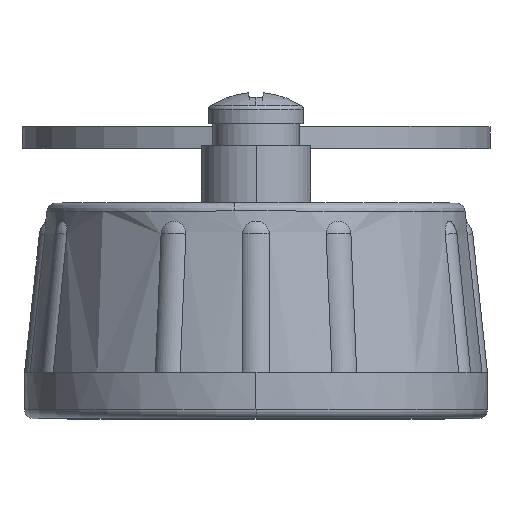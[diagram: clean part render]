
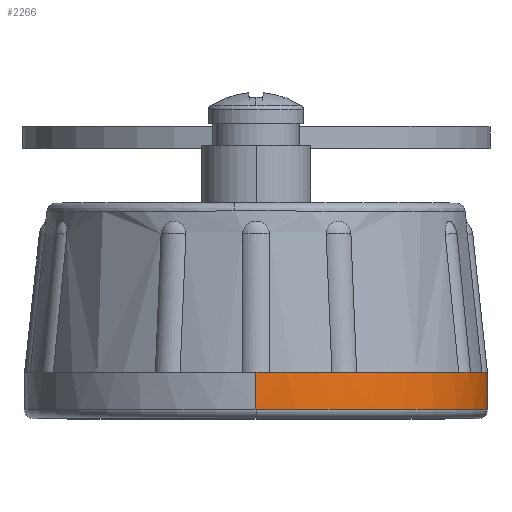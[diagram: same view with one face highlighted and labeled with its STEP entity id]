
A CAD part, top view. The second image highlights one B-rep face of the part: STEP entity #2266.
In plain terms, the highlighted cylindrical face has radius 12.7 mm (diameter 25.4 mm), a partial arc.
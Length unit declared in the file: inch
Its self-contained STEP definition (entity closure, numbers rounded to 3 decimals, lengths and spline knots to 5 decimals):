
#1498 = VERTEX_POINT ( 'NONE', #3881 ) ;
#1499 = ORIENTED_EDGE ( 'NONE', *, *, #1543, .F. ) ;
#1543 = EDGE_CURVE ( 'NONE', #2248, #1498, #4001, .T. ) ;
#2193 = VERTEX_POINT ( 'NONE', #3972 ) ;
#2212 = EDGE_CURVE ( 'NONE', #1498, #2271, #2400, .T. ) ;
#2216 = EDGE_CURVE ( 'NONE', #2193, #2236, #2403, .T. ) ;
#2218 = ORIENTED_EDGE ( 'NONE', *, *, #2216, .F. ) ;
#2224 = ORIENTED_EDGE ( 'NONE', *, *, #2225, .F. ) ;
#2225 = EDGE_CURVE ( 'NONE', #2236, #2250, #2404, .T. ) ;
#2236 = VERTEX_POINT ( 'NONE', #2526 ) ;
#2241 = ORIENTED_EDGE ( 'NONE', *, *, #2251, .T. ) ;
#2242 = ORIENTED_EDGE ( 'NONE', *, *, #6260, .T. ) ;
#2245 = EDGE_CURVE ( 'NONE', #2271, #2193, #2519, .T. ) ;
#2247 = VERTEX_POINT ( 'NONE', #2491 ) ;
#2248 = VERTEX_POINT ( 'NONE', #2485 ) ;
#2249 = ORIENTED_EDGE ( 'NONE', *, *, #2245, .F. ) ;
#2250 = VERTEX_POINT ( 'NONE', #2484 ) ;
#2251 = EDGE_CURVE ( 'NONE', #2247, #6261, #2507, .T. ) ;
#2252 = EDGE_CURVE ( 'NONE', #2250, #6250, #2508, .T. ) ;
#2253 = ORIENTED_EDGE ( 'NONE', *, *, #2252, .F. ) ;
#2254 = EDGE_CURVE ( 'NONE', #2247, #2248, #2505, .T. ) ;
#2255 = ORIENTED_EDGE ( 'NONE', *, *, #2212, .F. ) ;
#2266 = ADVANCED_FACE ( 'NONE', ( #4096 ), #4100, .T. ) ;
#2271 = VERTEX_POINT ( 'NONE', #4101 ) ;
#2275 = EDGE_LOOP ( 'NONE', ( #2282, #2241, #2242, #2253, #2224, #2218, #2249, #2255, #1499 ) ) ;
#2282 = ORIENTED_EDGE ( 'NONE', *, *, #2254, .F. ) ;
#2357 = DIRECTION ( 'NONE',  ( 0., 0., 1. ) ) ;
#2358 = DIRECTION ( 'NONE',  ( 0., 1., 0. ) ) ;
#2359 = CARTESIAN_POINT ( 'NONE',  ( 0., 0.1, 0. ) ) ;
#2360 = AXIS2_PLACEMENT_3D ( 'NONE', #2359, #2358, #2357 ) ;
#2400 = CIRCLE ( 'NONE', #2360, 0.5 ) ;
#2403 = CIRCLE ( 'NONE', #2417, 0.5 ) ;
#2404 = CIRCLE ( 'NONE', #2460, 0.5 ) ;
#2405 = DIRECTION ( 'NONE',  ( 0., 0., 1. ) ) ;
#2417 = AXIS2_PLACEMENT_3D ( 'NONE', #2427, #2440, #2456 ) ;
#2420 = DIRECTION ( 'NONE',  ( 0., 1., 0. ) ) ;
#2421 = CARTESIAN_POINT ( 'NONE',  ( 0., 0.1, 0. ) ) ;
#2427 = CARTESIAN_POINT ( 'NONE',  ( 0., 0.1, 0. ) ) ;
#2440 = DIRECTION ( 'NONE',  ( 0., 1., 0. ) ) ;
#2456 = DIRECTION ( 'NONE',  ( 0., 0., 1. ) ) ;
#2460 = AXIS2_PLACEMENT_3D ( 'NONE', #2421, #2420, #2405 ) ;
#2481 = DIRECTION ( 'NONE',  ( 0., -1., 0. ) ) ;
#2482 = VECTOR ( 'NONE', #2481, 39.37008 ) ;
#2484 = CARTESIAN_POINT ( 'NONE',  ( 0., 0.1, -0.5 ) ) ;
#2485 = CARTESIAN_POINT ( 'NONE',  ( 0.19537, 0.1, 0.46025 ) ) ;
#2487 = AXIS2_PLACEMENT_3D ( 'NONE', #2514, #2513, #2512 ) ;
#2491 = CARTESIAN_POINT ( 'NONE',  ( 0., 0.1, 0.5 ) ) ;
#2492 = CARTESIAN_POINT ( 'NONE',  ( 0., 0.1, -0.5 ) ) ;
#2502 = DIRECTION ( 'NONE',  ( 0., 0., 1. ) ) ;
#2503 = DIRECTION ( 'NONE',  ( 0., 1., 0. ) ) ;
#2505 = CIRCLE ( 'NONE', #2487, 0.5 ) ;
#2507 = LINE ( 'NONE', #2529, #2528 ) ;
#2508 = LINE ( 'NONE', #2492, #2482 ) ;
#2512 = DIRECTION ( 'NONE',  ( 0., 0., 1. ) ) ;
#2513 = DIRECTION ( 'NONE',  ( 0., 1., 0. ) ) ;
#2514 = CARTESIAN_POINT ( 'NONE',  ( 0., 0.1, 0. ) ) ;
#2517 = CARTESIAN_POINT ( 'NONE',  ( 0., 0.1, 0. ) ) ;
#2518 = AXIS2_PLACEMENT_3D ( 'NONE', #2517, #2503, #2502 ) ;
#2519 = CIRCLE ( 'NONE', #2518, 0.5 ) ;
#2526 = CARTESIAN_POINT ( 'NONE',  ( 0.19537, 0.1, -0.46025 ) ) ;
#2527 = DIRECTION ( 'NONE',  ( 0., -1., 0. ) ) ;
#2528 = VECTOR ( 'NONE', #2527, 39.37008 ) ;
#2529 = CARTESIAN_POINT ( 'NONE',  ( 0., 0.1, 0.5 ) ) ;
#3881 = CARTESIAN_POINT ( 'NONE',  ( 0.46025, 0.1, 0.19537 ) ) ;
#3958 = DIRECTION ( 'NONE',  ( 0., 0., 1. ) ) ;
#3959 = DIRECTION ( 'NONE',  ( 0., 1., 0. ) ) ;
#3972 = CARTESIAN_POINT ( 'NONE',  ( 0.46025, 0.1, -0.19537 ) ) ;
#3999 = CARTESIAN_POINT ( 'NONE',  ( 0., 0.1, 0. ) ) ;
#4000 = AXIS2_PLACEMENT_3D ( 'NONE', #3999, #3959, #3958 ) ;
#4001 = CIRCLE ( 'NONE', #4000, 0.5 ) ;
#4096 = FACE_OUTER_BOUND ( 'NONE', #2275, .T. ) ;
#4100 = CYLINDRICAL_SURFACE ( 'NONE', #4109, 0.5 ) ;
#4101 = CARTESIAN_POINT ( 'NONE',  ( 0.5, 0.1, 0. ) ) ;
#4109 = AXIS2_PLACEMENT_3D ( 'NONE', #4160, #4159, #4158 ) ;
#4158 = DIRECTION ( 'NONE',  ( 0., 0., -1. ) ) ;
#4159 = DIRECTION ( 'NONE',  ( 0., -1., 0. ) ) ;
#4160 = CARTESIAN_POINT ( 'NONE',  ( 0., 0.1, 0. ) ) ;
#6250 = VERTEX_POINT ( 'NONE', #6478 ) ;
#6260 = EDGE_CURVE ( 'NONE', #6261, #6250, #6647, .T. ) ;
#6261 = VERTEX_POINT ( 'NONE', #6648 ) ;
#6478 = CARTESIAN_POINT ( 'NONE',  ( 0., 0.02, -0.5 ) ) ;
#6624 = DIRECTION ( 'NONE',  ( 0., 0., 1. ) ) ;
#6647 = CIRCLE ( 'NONE', #6661, 0.5 ) ;
#6648 = CARTESIAN_POINT ( 'NONE',  ( 0., 0.02, 0.5 ) ) ;
#6659 = DIRECTION ( 'NONE',  ( 0., 1., 0. ) ) ;
#6660 = CARTESIAN_POINT ( 'NONE',  ( 0., 0.02, 0. ) ) ;
#6661 = AXIS2_PLACEMENT_3D ( 'NONE', #6660, #6659, #6624 ) ;
